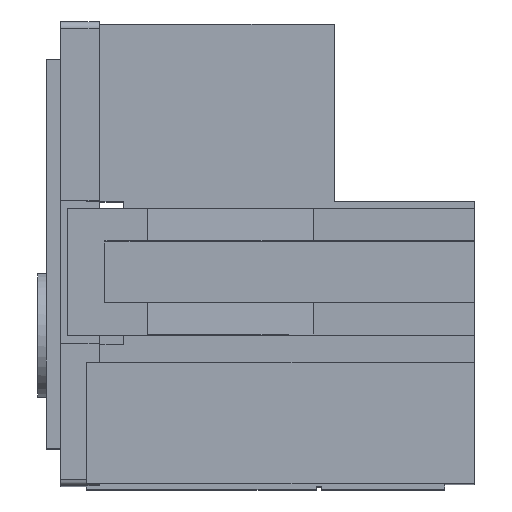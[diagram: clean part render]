
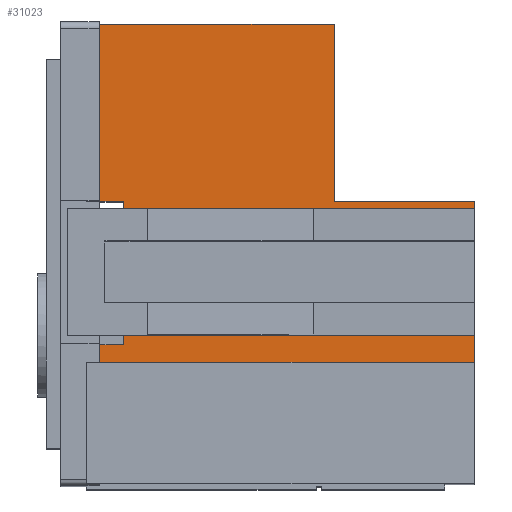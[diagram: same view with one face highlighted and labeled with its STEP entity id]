
A CAD part, top view. The second image highlights one B-rep face of the part: STEP entity #31023.
In plain terms, the highlighted planar face has unit normal (0, 0, 1).
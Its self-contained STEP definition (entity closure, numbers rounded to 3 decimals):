
#147 = CARTESIAN_POINT ( 'NONE',  ( 15.07, 7.05, 31.325 ) ) ;
#1551 = CARTESIAN_POINT ( 'NONE',  ( 18.4, 13.4, 31.325 ) ) ;
#2605 = VERTEX_POINT ( 'NONE', #14709 ) ;
#2695 = VECTOR ( 'NONE', #64866, 1000. ) ;
#2848 = VECTOR ( 'NONE', #44816, 1000. ) ;
#3506 = CARTESIAN_POINT ( 'NONE',  ( 11.75, 21.8, 31.325 ) ) ;
#4468 = CARTESIAN_POINT ( 'NONE',  ( 15.07, 13.05, 31.325 ) ) ;
#5749 = ORIENTED_EDGE ( 'NONE', *, *, #53855, .F. ) ;
#6064 = VECTOR ( 'NONE', #63680, 1000. ) ;
#6472 = VECTOR ( 'NONE', #53563, 1000. ) ;
#7101 = CARTESIAN_POINT ( 'NONE',  ( 1.75, 13.4, 31.325 ) ) ;
#7219 = LINE ( 'NONE', #40349, #16813 ) ;
#7317 = VECTOR ( 'NONE', #34265, 1000. ) ;
#7506 = CARTESIAN_POINT ( 'NONE',  ( 1.75, 6.6, 31.325 ) ) ;
#7749 = VERTEX_POINT ( 'NONE', #27250 ) ;
#8406 = CARTESIAN_POINT ( 'NONE',  ( 18.4, 21.8, 31.325 ) ) ;
#8493 = VERTEX_POINT ( 'NONE', #75310 ) ;
#9291 = VERTEX_POINT ( 'NONE', #1551 ) ;
#9938 = EDGE_CURVE ( 'NONE', #81520, #61763, #69922, .T. ) ;
#12187 = LINE ( 'NONE', #55308, #61493 ) ;
#13322 = ORIENTED_EDGE ( 'NONE', *, *, #26315, .F. ) ;
#14494 = VERTEX_POINT ( 'NONE', #69427 ) ;
#14709 = CARTESIAN_POINT ( 'NONE',  ( 0., 21.8, 31.325 ) ) ;
#15078 = CARTESIAN_POINT ( 'NONE',  ( 0., 21.8, 31.325 ) ) ;
#15214 = CARTESIAN_POINT ( 'NONE',  ( 18.4, 13.05, 31.325 ) ) ;
#15962 = VECTOR ( 'NONE', #21445, 1000. ) ;
#16813 = VECTOR ( 'NONE', #19653, 1000. ) ;
#17488 = EDGE_CURVE ( 'NONE', #8493, #14494, #31174, .T. ) ;
#18491 = VERTEX_POINT ( 'NONE', #52083 ) ;
#18806 = DIRECTION ( 'NONE',  ( 0., 1., 0. ) ) ;
#19288 = CARTESIAN_POINT ( 'NONE',  ( 0., 5.75, 31.325 ) ) ;
#19653 = DIRECTION ( 'NONE',  ( 0., 1., 0. ) ) ;
#19935 = VECTOR ( 'NONE', #37058, 1000. ) ;
#20298 = VECTOR ( 'NONE', #18806, 1000. ) ;
#20749 = VECTOR ( 'NONE', #67648, 1000. ) ;
#20934 = CARTESIAN_POINT ( 'NONE',  ( 18.4, 13.4, 31.325 ) ) ;
#21000 = CARTESIAN_POINT ( 'NONE',  ( 15.07, 7.05, 31.325 ) ) ;
#21445 = DIRECTION ( 'NONE',  ( 1., 0., 0. ) ) ;
#21750 = LINE ( 'NONE', #43682, #20298 ) ;
#22597 = EDGE_CURVE ( 'NONE', #52614, #58595, #59776, .T. ) ;
#23379 = CARTESIAN_POINT ( 'NONE',  ( 1.75, 13.4, 31.325 ) ) ;
#26015 = VERTEX_POINT ( 'NONE', #7101 ) ;
#26315 = EDGE_CURVE ( 'NONE', #18491, #2605, #55518, .T. ) ;
#26635 = EDGE_CURVE ( 'NONE', #26015, #18491, #12187, .T. ) ;
#27250 = CARTESIAN_POINT ( 'NONE',  ( 1.75, 6.6, 31.325 ) ) ;
#27708 = EDGE_CURVE ( 'NONE', #2605, #78509, #69452, .T. ) ;
#29286 = ORIENTED_EDGE ( 'NONE', *, *, #35210, .T. ) ;
#31023 = ADVANCED_FACE ( 'NONE', ( #51996 ), #78023, .F. ) ;
#31174 = LINE ( 'NONE', #73827, #20749 ) ;
#34265 = DIRECTION ( 'NONE',  ( 1., 0., 0. ) ) ;
#35210 = EDGE_CURVE ( 'NONE', #61763, #9291, #7219, .T. ) ;
#36220 = ORIENTED_EDGE ( 'NONE', *, *, #56467, .F. ) ;
#37058 = DIRECTION ( 'NONE',  ( 0., 1., 0. ) ) ;
#38919 = VERTEX_POINT ( 'NONE', #53885 ) ;
#39603 = LINE ( 'NONE', #20934, #2695 ) ;
#40349 = CARTESIAN_POINT ( 'NONE',  ( 18.4, 13.05, 31.325 ) ) ;
#40504 = ORIENTED_EDGE ( 'NONE', *, *, #27708, .F. ) ;
#42050 = EDGE_CURVE ( 'NONE', #38919, #9291, #39603, .T. ) ;
#42266 = CARTESIAN_POINT ( 'NONE',  ( 0., 21.8, 31.325 ) ) ;
#42764 = EDGE_LOOP ( 'NONE', ( #13322, #53630, #53878, #53250, #45703, #50903, #49187, #5749, #57396, #69880, #29286, #43666, #36220, #40504 ) ) ;
#43666 = ORIENTED_EDGE ( 'NONE', *, *, #42050, .F. ) ;
#43682 = CARTESIAN_POINT ( 'NONE',  ( 15.07, 7.05, 31.325 ) ) ;
#44816 = DIRECTION ( 'NONE',  ( -1., 0., 0. ) ) ;
#45176 = CARTESIAN_POINT ( 'NONE',  ( 11.75, 13.4, 31.325 ) ) ;
#45703 = ORIENTED_EDGE ( 'NONE', *, *, #17488, .F. ) ;
#48188 = CARTESIAN_POINT ( 'NONE',  ( 18.4, 7.05, 31.325 ) ) ;
#48446 = AXIS2_PLACEMENT_3D ( 'NONE', #15078, #71837, #64833 ) ;
#49187 = ORIENTED_EDGE ( 'NONE', *, *, #22597, .T. ) ;
#50903 = ORIENTED_EDGE ( 'NONE', *, *, #76346, .T. ) ;
#51022 = LINE ( 'NONE', #7506, #2848 ) ;
#51389 = EDGE_CURVE ( 'NONE', #7749, #26015, #66086, .T. ) ;
#51996 = FACE_OUTER_BOUND ( 'NONE', #42764, .T. ) ;
#52083 = CARTESIAN_POINT ( 'NONE',  ( 0., 13.4, 31.325 ) ) ;
#52614 = VERTEX_POINT ( 'NONE', #68028 ) ;
#53250 = ORIENTED_EDGE ( 'NONE', *, *, #69879, .T. ) ;
#53563 = DIRECTION ( 'NONE',  ( 0., 1., 0. ) ) ;
#53630 = ORIENTED_EDGE ( 'NONE', *, *, #26635, .F. ) ;
#53855 = EDGE_CURVE ( 'NONE', #78735, #58595, #78929, .T. ) ;
#53878 = ORIENTED_EDGE ( 'NONE', *, *, #51389, .F. ) ;
#53885 = CARTESIAN_POINT ( 'NONE',  ( 11.75, 13.4, 31.325 ) ) ;
#54401 = CARTESIAN_POINT ( 'NONE',  ( 18.4, 13.05, 31.325 ) ) ;
#54881 = VECTOR ( 'NONE', #74133, 1000. ) ;
#55308 = CARTESIAN_POINT ( 'NONE',  ( 1.75, 13.4, 31.325 ) ) ;
#55518 = LINE ( 'NONE', #42266, #54881 ) ;
#55809 = DIRECTION ( 'NONE',  ( 1., 0., 0. ) ) ;
#56467 = EDGE_CURVE ( 'NONE', #78509, #38919, #63379, .T. ) ;
#57396 = ORIENTED_EDGE ( 'NONE', *, *, #76652, .T. ) ;
#58595 = VERTEX_POINT ( 'NONE', #48188 ) ;
#59776 = LINE ( 'NONE', #8406, #6472 ) ;
#61493 = VECTOR ( 'NONE', #75547, 1000. ) ;
#61763 = VERTEX_POINT ( 'NONE', #54401 ) ;
#63379 = LINE ( 'NONE', #45176, #67047 ) ;
#63680 = DIRECTION ( 'NONE',  ( 1., 0., 0. ) ) ;
#63808 = DIRECTION ( 'NONE',  ( 0., -1., 0. ) ) ;
#64833 = DIRECTION ( 'NONE',  ( -1., 0., 0. ) ) ;
#64866 = DIRECTION ( 'NONE',  ( 1., 0., 0. ) ) ;
#66086 = LINE ( 'NONE', #23379, #19935 ) ;
#67047 = VECTOR ( 'NONE', #63808, 1000. ) ;
#67648 = DIRECTION ( 'NONE',  ( 0., 1., 0. ) ) ;
#68028 = CARTESIAN_POINT ( 'NONE',  ( 18.4, 5.75, 31.325 ) ) ;
#69060 = CARTESIAN_POINT ( 'NONE',  ( 0., 21.8, 31.325 ) ) ;
#69427 = CARTESIAN_POINT ( 'NONE',  ( 0., 6.6, 31.325 ) ) ;
#69452 = LINE ( 'NONE', #69060, #6064 ) ;
#69879 = EDGE_CURVE ( 'NONE', #7749, #14494, #51022, .T. ) ;
#69880 = ORIENTED_EDGE ( 'NONE', *, *, #9938, .T. ) ;
#69922 = LINE ( 'NONE', #15214, #15962 ) ;
#71837 = DIRECTION ( 'NONE',  ( 0., 0., -1. ) ) ;
#73827 = CARTESIAN_POINT ( 'NONE',  ( 0., 21.8, 31.325 ) ) ;
#74133 = DIRECTION ( 'NONE',  ( 0., 1., 0. ) ) ;
#75310 = CARTESIAN_POINT ( 'NONE',  ( 0., 5.75, 31.325 ) ) ;
#75547 = DIRECTION ( 'NONE',  ( -1., 0., 0. ) ) ;
#75616 = LINE ( 'NONE', #19288, #81095 ) ;
#76346 = EDGE_CURVE ( 'NONE', #8493, #52614, #75616, .T. ) ;
#76652 = EDGE_CURVE ( 'NONE', #78735, #81520, #21750, .T. ) ;
#78023 = PLANE ( 'NONE',  #48446 ) ;
#78509 = VERTEX_POINT ( 'NONE', #3506 ) ;
#78735 = VERTEX_POINT ( 'NONE', #147 ) ;
#78929 = LINE ( 'NONE', #21000, #7317 ) ;
#81095 = VECTOR ( 'NONE', #55809, 1000. ) ;
#81520 = VERTEX_POINT ( 'NONE', #4468 ) ;
